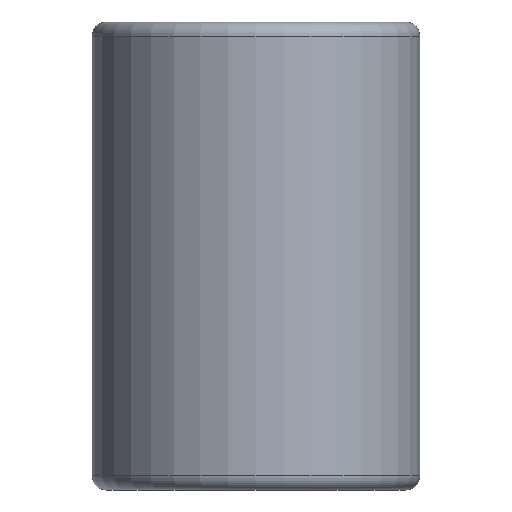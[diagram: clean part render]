
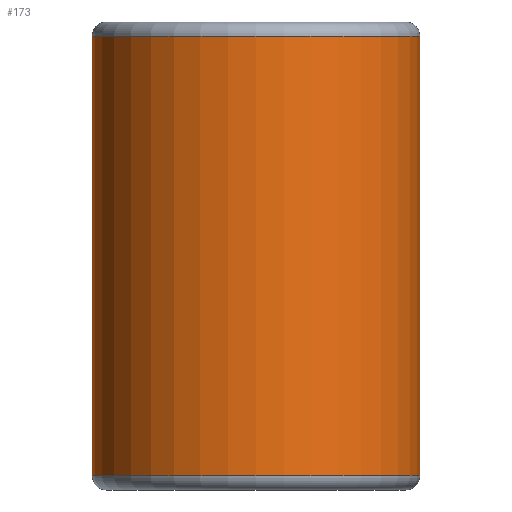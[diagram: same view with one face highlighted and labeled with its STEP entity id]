
A CAD part, front view. The second image highlights one B-rep face of the part: STEP entity #173.
In plain terms, the highlighted cylindrical face has radius 3.5 mm (diameter 7 mm), a full revolution.
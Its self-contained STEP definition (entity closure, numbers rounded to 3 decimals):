
#27=CYLINDRICAL_SURFACE('',#214,3.5);
#54=ORIENTED_EDGE('',*,*,#69,.T.);
#55=ORIENTED_EDGE('',*,*,#68,.F.);
#68=EDGE_CURVE('',#82,#82,#96,.T.);
#69=EDGE_CURVE('',#83,#83,#97,.T.);
#82=VERTEX_POINT('',#311);
#83=VERTEX_POINT('',#314);
#96=CIRCLE('',#211,3.5);
#97=CIRCLE('',#213,3.5);
#124=EDGE_LOOP('',(#54));
#125=EDGE_LOOP('',(#55));
#152=FACE_BOUND('',#124,.T.);
#153=FACE_BOUND('',#125,.T.);
#173=ADVANCED_FACE('',(#152,#153),#27,.T.);
#211=AXIS2_PLACEMENT_3D('',#310,#265,#266);
#213=AXIS2_PLACEMENT_3D('',#313,#269,#270);
#214=AXIS2_PLACEMENT_3D('',#315,#271,#272);
#265=DIRECTION('',(0.,0.,-1.));
#266=DIRECTION('',(-1.,0.,0.));
#269=DIRECTION('',(0.,0.,-1.));
#270=DIRECTION('',(-1.,0.,0.));
#271=DIRECTION('',(0.,0.,-1.));
#272=DIRECTION('',(-1.,0.,0.));
#310=CARTESIAN_POINT('',(0.,0.,-4.7));
#311=CARTESIAN_POINT('',(-3.5,0.,-4.7));
#313=CARTESIAN_POINT('',(0.,0.,4.7));
#314=CARTESIAN_POINT('',(-3.5,0.,4.7));
#315=CARTESIAN_POINT('',(0.,0.,-100.));
